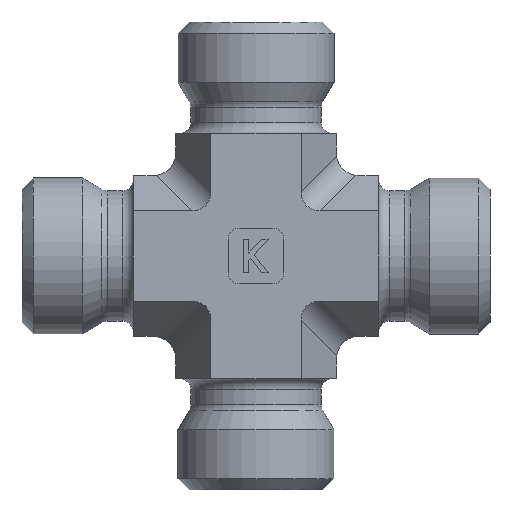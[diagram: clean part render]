
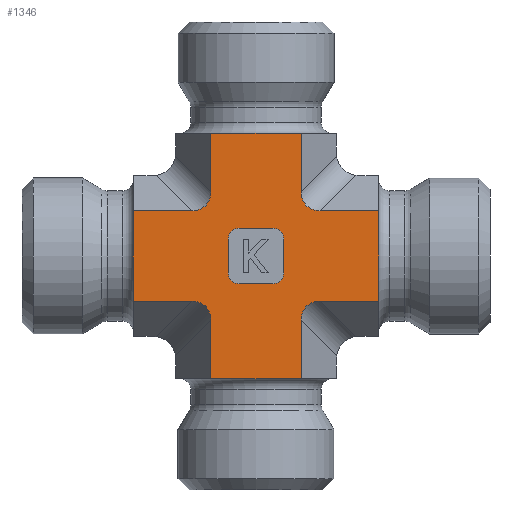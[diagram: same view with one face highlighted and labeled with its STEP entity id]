
A CAD part, left-side view. The second image highlights one B-rep face of the part: STEP entity #1346.
In plain terms, the highlighted planar face has unit normal (-1, 0, 0).
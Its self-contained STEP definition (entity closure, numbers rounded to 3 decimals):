
#764=CARTESIAN_POINT('',(-26.485,13.585,3.));
#765=VERTEX_POINT('',#764);
#766=CARTESIAN_POINT('',(-26.485,5.502,3.));
#767=VERTEX_POINT('',#766);
#768=CARTESIAN_POINT('',(-26.485,13.585,3.));
#769=DIRECTION('',(0.0,-1.0,0.0));
#770=VECTOR('',#769,8.083);
#771=LINE('',#768,#770);
#772=EDGE_CURVE('',#765,#767,#771,.T.);
#839=CARTESIAN_POINT('',(-26.485,20.544,18.041));
#840=VERTEX_POINT('',#839);
#841=CARTESIAN_POINT('',(-26.485,20.544,9.959));
#842=VERTEX_POINT('',#841);
#843=CARTESIAN_POINT('',(-26.485,20.544,18.041));
#844=DIRECTION('',(0.0,0.0,-1.0));
#845=VECTOR('',#844,8.083);
#846=LINE('',#843,#845);
#847=EDGE_CURVE('',#840,#842,#846,.T.);
#914=CARTESIAN_POINT('',(-26.485,5.502,25.));
#915=VERTEX_POINT('',#914);
#916=CARTESIAN_POINT('',(-26.485,13.585,25.));
#917=VERTEX_POINT('',#916);
#918=CARTESIAN_POINT('',(-26.485,5.502,25.));
#919=DIRECTION('',(0.0,1.0,0.0));
#920=VECTOR('',#919,8.083);
#921=LINE('',#918,#920);
#922=EDGE_CURVE('',#915,#917,#921,.T.);
#1007=CARTESIAN_POINT('',(-26.485,5.502,8.226));
#1008=VERTEX_POINT('',#1007);
#1015=CARTESIAN_POINT('',(-26.485,5.502,3.));
#1016=DIRECTION('',(0.0,0.0,1.0));
#1017=VECTOR('',#1016,5.226);
#1018=LINE('',#1015,#1017);
#1019=EDGE_CURVE('',#767,#1008,#1018,.T.);
#1104=CARTESIAN_POINT('',(-26.485,15.317,9.959));
#1105=VERTEX_POINT('',#1104);
#1112=CARTESIAN_POINT('',(-26.485,15.317,9.959));
#1113=DIRECTION('',(0.0,1.0,0.0));
#1114=VECTOR('',#1113,5.226);
#1115=LINE('',#1112,#1114);
#1116=EDGE_CURVE('',#1105,#842,#1115,.T.);
#1178=CARTESIAN_POINT('',(-26.485,5.502,0.0));
#1179=DIRECTION('',(-1.0,0.0,0.0));
#1180=DIRECTION('',(0.0,0.0,1.0));
#1181=AXIS2_PLACEMENT_3D('',#1178,#1179,#1180);
#1182=PLANE('',#1181);
#1183=ORIENTED_EDGE('',*,*,#772,.T.);
#1184=ORIENTED_EDGE('',*,*,#1019,.T.);
#1185=CARTESIAN_POINT('',(-26.485,3.77,9.959));
#1186=VERTEX_POINT('',#1185);
#1187=CARTESIAN_POINT('',(-26.485,3.193,7.649));
#1188=DIRECTION('',(-1.0,0.0,0.0));
#1189=DIRECTION('',(0.0,0.707,0.707));
#1190=AXIS2_PLACEMENT_3D('',#1187,#1188,#1189);
#1191=ELLIPSE('',#1190,2.582,2.0);
#1192=EDGE_CURVE('',#1186,#1008,#1191,.T.);
#1193=ORIENTED_EDGE('',*,*,#1192,.F.);
#1194=CARTESIAN_POINT('',(-26.485,-1.456,9.959));
#1195=VERTEX_POINT('',#1194);
#1196=CARTESIAN_POINT('',(-26.485,-1.456,9.959));
#1197=DIRECTION('',(0.0,1.0,0.0));
#1198=VECTOR('',#1197,5.226);
#1199=LINE('',#1196,#1198);
#1200=EDGE_CURVE('',#1195,#1186,#1199,.T.);
#1201=ORIENTED_EDGE('',*,*,#1200,.F.);
#1202=CARTESIAN_POINT('',(-26.485,-1.456,18.041));
#1203=VERTEX_POINT('',#1202);
#1204=CARTESIAN_POINT('',(-26.485,-1.456,9.959));
#1205=DIRECTION('',(0.0,0.0,1.0));
#1206=VECTOR('',#1205,8.083);
#1207=LINE('',#1204,#1206);
#1208=EDGE_CURVE('',#1195,#1203,#1207,.T.);
#1209=ORIENTED_EDGE('',*,*,#1208,.T.);
#1210=CARTESIAN_POINT('',(-26.485,3.77,18.041));
#1211=VERTEX_POINT('',#1210);
#1212=CARTESIAN_POINT('',(-26.485,-1.456,18.041));
#1213=DIRECTION('',(0.0,1.0,0.0));
#1214=VECTOR('',#1213,5.226);
#1215=LINE('',#1212,#1214);
#1216=EDGE_CURVE('',#1203,#1211,#1215,.T.);
#1217=ORIENTED_EDGE('',*,*,#1216,.T.);
#1218=CARTESIAN_POINT('',(-26.485,5.502,19.774));
#1219=VERTEX_POINT('',#1218);
#1220=CARTESIAN_POINT('',(-26.485,3.193,20.351));
#1221=DIRECTION('',(-1.0,0.0,0.0));
#1222=DIRECTION('',(0.0,0.707,-0.707));
#1223=AXIS2_PLACEMENT_3D('',#1220,#1221,#1222);
#1224=ELLIPSE('',#1223,2.582,2.0);
#1225=EDGE_CURVE('',#1219,#1211,#1224,.T.);
#1226=ORIENTED_EDGE('',*,*,#1225,.F.);
#1227=CARTESIAN_POINT('',(-26.485,5.502,25.));
#1228=DIRECTION('',(0.0,0.0,-1.0));
#1229=VECTOR('',#1228,5.226);
#1230=LINE('',#1227,#1229);
#1231=EDGE_CURVE('',#915,#1219,#1230,.T.);
#1232=ORIENTED_EDGE('',*,*,#1231,.F.);
#1233=ORIENTED_EDGE('',*,*,#922,.T.);
#1234=CARTESIAN_POINT('',(-26.485,13.585,19.774));
#1235=VERTEX_POINT('',#1234);
#1236=CARTESIAN_POINT('',(-26.485,13.585,25.));
#1237=DIRECTION('',(0.0,0.0,-1.0));
#1238=VECTOR('',#1237,5.226);
#1239=LINE('',#1236,#1238);
#1240=EDGE_CURVE('',#917,#1235,#1239,.T.);
#1241=ORIENTED_EDGE('',*,*,#1240,.T.);
#1242=CARTESIAN_POINT('',(-26.485,15.317,18.041));
#1243=VERTEX_POINT('',#1242);
#1244=CARTESIAN_POINT('',(-26.485,15.895,20.351));
#1245=DIRECTION('',(-1.0,0.0,0.0));
#1246=DIRECTION('',(0.0,-0.707,-0.707));
#1247=AXIS2_PLACEMENT_3D('',#1244,#1245,#1246);
#1248=ELLIPSE('',#1247,2.582,2.0);
#1249=EDGE_CURVE('',#1243,#1235,#1248,.T.);
#1250=ORIENTED_EDGE('',*,*,#1249,.F.);
#1251=CARTESIAN_POINT('',(-26.485,20.544,18.041));
#1252=DIRECTION('',(0.0,-1.0,0.0));
#1253=VECTOR('',#1252,5.226);
#1254=LINE('',#1251,#1253);
#1255=EDGE_CURVE('',#840,#1243,#1254,.T.);
#1256=ORIENTED_EDGE('',*,*,#1255,.F.);
#1257=ORIENTED_EDGE('',*,*,#847,.T.);
#1258=ORIENTED_EDGE('',*,*,#1116,.F.);
#1259=CARTESIAN_POINT('',(-26.485,13.585,8.226));
#1260=VERTEX_POINT('',#1259);
#1261=CARTESIAN_POINT('',(-26.485,15.895,7.649));
#1262=DIRECTION('',(-1.0,0.0,0.0));
#1263=DIRECTION('',(0.0,-0.707,0.707));
#1264=AXIS2_PLACEMENT_3D('',#1261,#1262,#1263);
#1265=ELLIPSE('',#1264,2.582,2.0);
#1266=EDGE_CURVE('',#1260,#1105,#1265,.T.);
#1267=ORIENTED_EDGE('',*,*,#1266,.F.);
#1268=CARTESIAN_POINT('',(-26.485,13.585,3.));
#1269=DIRECTION('',(0.0,0.0,1.0));
#1270=VECTOR('',#1269,5.226);
#1271=LINE('',#1268,#1270);
#1272=EDGE_CURVE('',#765,#1260,#1271,.T.);
#1273=ORIENTED_EDGE('',*,*,#1272,.F.);
#1274=EDGE_LOOP('',(#1183,#1184,#1193,#1201,#1209,#1217,#1226,#1232,#1233,#1241,#1250,#1256,#1257,#1258,#1267,#1273));
#1275=FACE_OUTER_BOUND('',#1274,.T.);
#1276=CARTESIAN_POINT('',(-26.485,11.044,16.5));
#1277=VERTEX_POINT('',#1276);
#1278=CARTESIAN_POINT('',(-26.485,8.044,16.5));
#1279=VERTEX_POINT('',#1278);
#1280=CARTESIAN_POINT('',(-26.485,11.044,16.5));
#1281=DIRECTION('',(0.0,-1.0,0.0));
#1282=VECTOR('',#1281,3.);
#1283=LINE('',#1280,#1282);
#1284=EDGE_CURVE('',#1277,#1279,#1283,.T.);
#1285=ORIENTED_EDGE('',*,*,#1284,.T.);
#1286=CARTESIAN_POINT('',(-26.485,7.044,15.5));
#1287=VERTEX_POINT('',#1286);
#1288=CARTESIAN_POINT('',(-26.485,8.044,15.5));
#1289=DIRECTION('',(-1.0,0.0,0.0));
#1290=DIRECTION('',(0.0,-0.707,0.707));
#1291=AXIS2_PLACEMENT_3D('',#1288,#1289,#1290);
#1292=CIRCLE('',#1291,1.0);
#1293=EDGE_CURVE('',#1287,#1279,#1292,.T.);
#1294=ORIENTED_EDGE('',*,*,#1293,.F.);
#1295=CARTESIAN_POINT('',(-26.485,7.044,12.5));
#1296=VERTEX_POINT('',#1295);
#1297=CARTESIAN_POINT('',(-26.485,7.044,15.5));
#1298=DIRECTION('',(0.0,0.0,-1.0));
#1299=VECTOR('',#1298,3.0);
#1300=LINE('',#1297,#1299);
#1301=EDGE_CURVE('',#1287,#1296,#1300,.T.);
#1302=ORIENTED_EDGE('',*,*,#1301,.T.);
#1303=CARTESIAN_POINT('',(-26.485,8.044,11.5));
#1304=VERTEX_POINT('',#1303);
#1305=CARTESIAN_POINT('',(-26.485,8.044,12.5));
#1306=DIRECTION('',(-1.0,0.0,0.0));
#1307=DIRECTION('',(0.0,-0.707,-0.707));
#1308=AXIS2_PLACEMENT_3D('',#1305,#1306,#1307);
#1309=CIRCLE('',#1308,1.0);
#1310=EDGE_CURVE('',#1304,#1296,#1309,.T.);
#1311=ORIENTED_EDGE('',*,*,#1310,.F.);
#1312=CARTESIAN_POINT('',(-26.485,11.044,11.5));
#1313=VERTEX_POINT('',#1312);
#1314=CARTESIAN_POINT('',(-26.485,8.044,11.5));
#1315=DIRECTION('',(0.0,1.0,0.0));
#1316=VECTOR('',#1315,3.);
#1317=LINE('',#1314,#1316);
#1318=EDGE_CURVE('',#1304,#1313,#1317,.T.);
#1319=ORIENTED_EDGE('',*,*,#1318,.T.);
#1320=CARTESIAN_POINT('',(-26.485,12.044,12.5));
#1321=VERTEX_POINT('',#1320);
#1322=CARTESIAN_POINT('',(-26.485,11.044,12.5));
#1323=DIRECTION('',(-1.0,0.0,0.0));
#1324=DIRECTION('',(0.0,0.707,-0.707));
#1325=AXIS2_PLACEMENT_3D('',#1322,#1323,#1324);
#1326=CIRCLE('',#1325,1.0);
#1327=EDGE_CURVE('',#1321,#1313,#1326,.T.);
#1328=ORIENTED_EDGE('',*,*,#1327,.F.);
#1329=CARTESIAN_POINT('',(-26.485,12.044,15.5));
#1330=VERTEX_POINT('',#1329);
#1331=CARTESIAN_POINT('',(-26.485,12.044,12.5));
#1332=DIRECTION('',(0.0,0.0,1.0));
#1333=VECTOR('',#1332,3.);
#1334=LINE('',#1331,#1333);
#1335=EDGE_CURVE('',#1321,#1330,#1334,.T.);
#1336=ORIENTED_EDGE('',*,*,#1335,.T.);
#1337=CARTESIAN_POINT('',(-26.485,11.044,15.5));
#1338=DIRECTION('',(-1.0,0.0,0.0));
#1339=DIRECTION('',(0.0,0.707,0.707));
#1340=AXIS2_PLACEMENT_3D('',#1337,#1338,#1339);
#1341=CIRCLE('',#1340,1.0);
#1342=EDGE_CURVE('',#1277,#1330,#1341,.T.);
#1343=ORIENTED_EDGE('',*,*,#1342,.F.);
#1344=EDGE_LOOP('',(#1285,#1294,#1302,#1311,#1319,#1328,#1336,#1343));
#1345=FACE_BOUND('',#1344,.T.);
#1346=ADVANCED_FACE('',(#1275,#1345),#1182,.T.);
